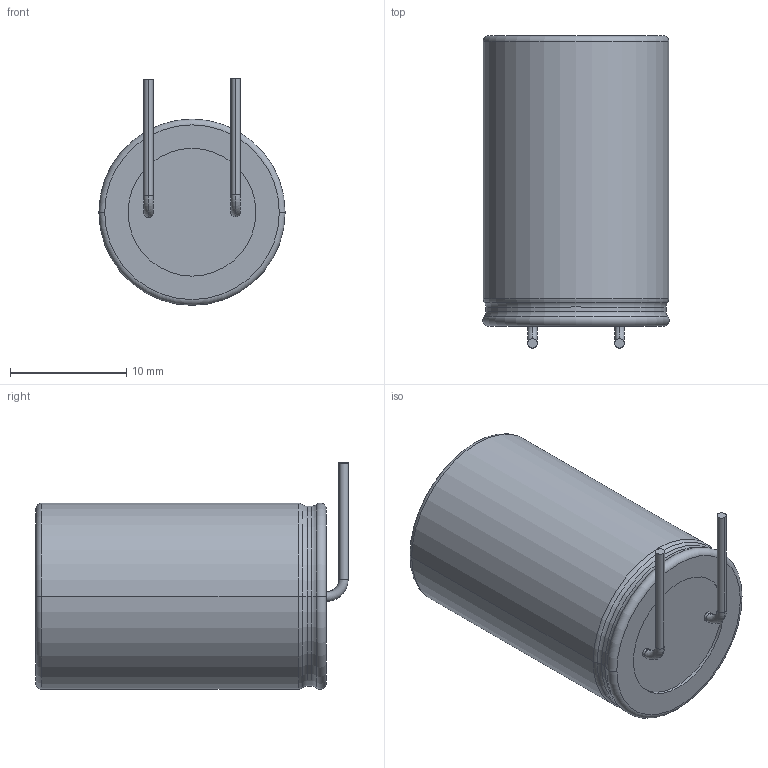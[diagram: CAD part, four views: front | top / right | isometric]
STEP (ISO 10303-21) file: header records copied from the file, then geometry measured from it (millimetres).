
FILE_DESCRIPTION (( 'STEP AP214' ), '1' );
FILE_NAME ('CAP electrolitico 16x25mm - horizontal.STEP', '2020-12-04T18:58:29', ( '' ), ( '' ), 'SwSTEP 2.0', 'SolidWorks 2020', '' );
FILE_SCHEMA (( 'AUTOMOTIVE_DESIGN' ));
Length unit declared in the file: millimetre
Products named in the file (1): CAP electrolitico 16x25mm - horizontal
Bounding box: 16.04 x 26.9 x 19.52 mm (x, y, z)
Volume: 4987 mm3; surface area: 1721.4 mm2
Topology: 1 solids, 1 shells, 48 faces, 106 edges, 64 vertices
Faces by surface type: plane 18, cylinder 16, torus 14
Entity records: 1894 total; most frequent: DIRECTION 266, CARTESIAN_POINT 219, ORIENTED_EDGE 212, AXIS2_PLACEMENT_3D 111, EDGE_CURVE 106, VERTEX_POINT 64, CIRCLE 62, EDGE_LOOP 52
